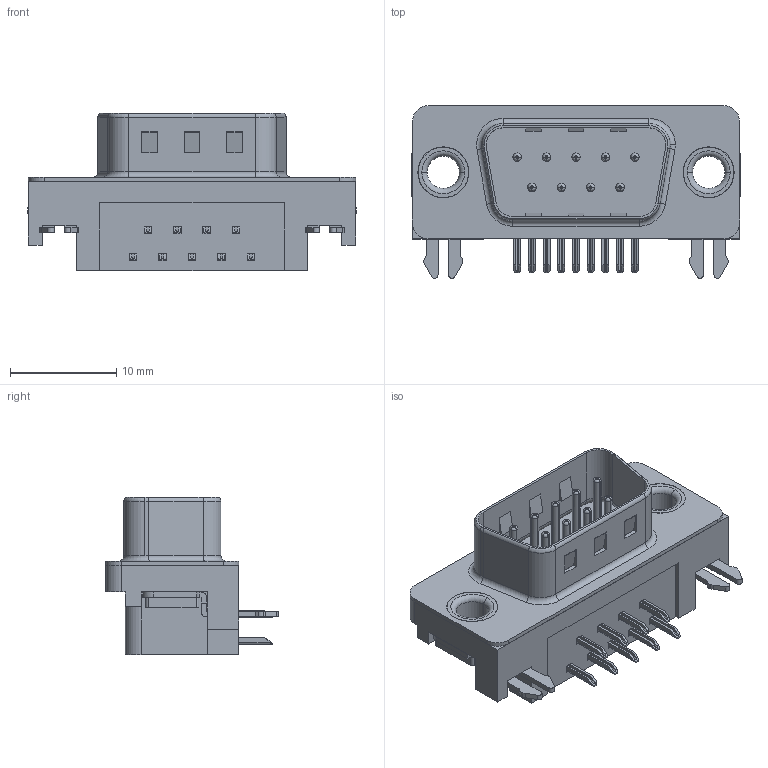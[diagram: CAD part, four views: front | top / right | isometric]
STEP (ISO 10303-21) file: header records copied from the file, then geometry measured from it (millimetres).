
FILE_DESCRIPTION (( 'STEP AP203' ), '1' );
FILE_NAME ('623-009-661-031.STEP', '2018-11-06T12:07:23', ( '' ), ( '' ), 'SwSTEP 2.0', 'SolidWorks 2016', '' );
FILE_SCHEMA (( 'CONFIG_CONTROL_DESIGN' ));
Length unit declared in the file: millimetre
Products named in the file (7): 623 Shell_9 Socket; 623 Contact Bottom; 623 Contact Top; 623 Housing_9 Socket; 623 2 Prong Board Lock; 623 Thru Hole Rivet; 623-009-661-031
Assembly tree (15 placements, depth 2):
  623-009-661-031
    623 Housing_9 Socket
    623 Shell_9 Socket
    623 Contact Bottom  x4
    623 Contact Top  x5
    623 2 Prong Board Lock  x2
    623 Thru Hole Rivet  x2
Bounding box: 30.89 x 16.25 x 14.8 mm (x, y, z)
Volume: 2463.7 mm3; surface area: 3814.4 mm2
Topology: 15 solids, 15 shells, 973 faces, 2423 edges, 1509 vertices
Faces by surface type: plane 601, cylinder 291, torus 81
Entity records: 14121 total; most frequent: DIRECTION 2344, CARTESIAN_POINT 2287, ORIENTED_EDGE 2200, EDGE_CURVE 1100, AXIS2_PLACEMENT_3D 796, LINE 752, VECTOR 752, VERTEX_POINT 699
